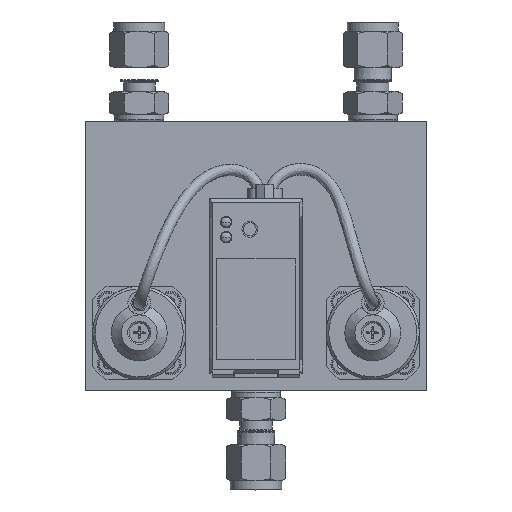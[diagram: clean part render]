
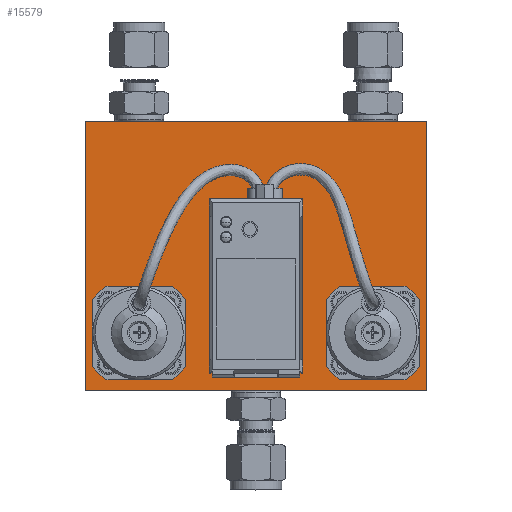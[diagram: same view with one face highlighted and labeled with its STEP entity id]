
A CAD part, top view. The second image highlights one B-rep face of the part: STEP entity #15579.
In plain terms, the highlighted planar face has unit normal (0, 0, 1).
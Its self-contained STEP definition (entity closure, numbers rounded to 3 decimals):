
#293=FACE_BOUND('',#2958,.T.);
#294=FACE_BOUND('',#2959,.T.);
#295=FACE_BOUND('',#2960,.T.);
#943=PLANE('',#17026);
#1958=FACE_OUTER_BOUND('',#2957,.T.);
#2957=EDGE_LOOP('',(#13574,#13575,#13576,#13577));
#2958=EDGE_LOOP('',(#13578,#13579,#13580,#13581));
#2959=EDGE_LOOP('',(#13582,#13583,#13584,#13585,#13586,#13587,#13588,#13589));
#2960=EDGE_LOOP('',(#13590,#13591,#13592,#13593,#13594,#13595,#13596,#13597));
#3485=CIRCLE('',#16571,15.95);
#3487=CIRCLE('',#16575,15.95);
#3489=CIRCLE('',#16580,15.95);
#3491=CIRCLE('',#16584,15.95);
#3598=CIRCLE('',#16807,15.95);
#3599=CIRCLE('',#16809,15.95);
#3629=CIRCLE('',#16889,15.95);
#3630=CIRCLE('',#16891,15.95);
#3741=LINE('',#21818,#4994);
#3848=LINE('',#22350,#5101);
#3896=LINE('',#22852,#5149);
#4088=LINE('',#23574,#5341);
#4136=LINE('',#23730,#5389);
#4258=LINE('',#24003,#5511);
#4363=LINE('',#24506,#5616);
#4367=LINE('',#24518,#5620);
#4371=LINE('',#24527,#5624);
#4375=LINE('',#24539,#5628);
#4379=LINE('',#24551,#5632);
#4507=LINE('',#25699,#5760);
#4509=LINE('',#25703,#5762);
#4572=LINE('',#26012,#5825);
#4575=LINE('',#26029,#5828);
#4576=LINE('',#26062,#5829);
#4994=VECTOR('',#17458,10.);
#5101=VECTOR('',#17765,10.);
#5149=VECTOR('',#18037,10.);
#5341=VECTOR('',#18773,10.);
#5389=VECTOR('',#18947,10.);
#5511=VECTOR('',#19231,10.);
#5616=VECTOR('',#19550,10.);
#5620=VECTOR('',#19562,10.);
#5624=VECTOR('',#19568,10.);
#5628=VECTOR('',#19580,10.);
#5632=VECTOR('',#19592,10.);
#5760=VECTOR('',#20158,10.);
#5762=VECTOR('',#20162,10.);
#5825=VECTOR('',#20389,10.);
#5828=VECTOR('',#20412,10.);
#5829=VECTOR('',#20417,10.);
#6293=VERTEX_POINT('',#21816);
#6294=VERTEX_POINT('',#21817);
#6450=VERTEX_POINT('',#22348);
#6451=VERTEX_POINT('',#22349);
#6564=VERTEX_POINT('',#22849);
#6565=VERTEX_POINT('',#22851);
#6823=VERTEX_POINT('',#23573);
#6868=VERTEX_POINT('',#23729);
#7045=VERTEX_POINT('',#24493);
#7048=VERTEX_POINT('',#24498);
#7050=VERTEX_POINT('',#24503);
#7051=VERTEX_POINT('',#24508);
#7054=VERTEX_POINT('',#24515);
#7056=VERTEX_POINT('',#24521);
#7058=VERTEX_POINT('',#24525);
#7059=VERTEX_POINT('',#24529);
#7062=VERTEX_POINT('',#24536);
#7063=VERTEX_POINT('',#24541);
#7066=VERTEX_POINT('',#24548);
#7240=VERTEX_POINT('',#25695);
#7241=VERTEX_POINT('',#25697);
#7242=VERTEX_POINT('',#25701);
#7321=VERTEX_POINT('',#26008);
#7322=VERTEX_POINT('',#26010);
#7726=EDGE_CURVE('',#6293,#6294,#3741,.T.);
#7930=EDGE_CURVE('',#6450,#6451,#3848,.T.);
#8097=EDGE_CURVE('',#6565,#6564,#3896,.T.);
#8446=EDGE_CURVE('',#6823,#6565,#4088,.T.);
#8525=EDGE_CURVE('',#6868,#6823,#4136,.T.);
#8665=EDGE_CURVE('',#6564,#6868,#4258,.T.);
#8831=EDGE_CURVE('',#7048,#7045,#3485,.T.);
#8834=EDGE_CURVE('',#7050,#7045,#4363,.T.);
#8837=EDGE_CURVE('',#7050,#7051,#3487,.T.);
#8840=EDGE_CURVE('',#7054,#7051,#4367,.T.);
#8844=EDGE_CURVE('',#7056,#7058,#4371,.T.);
#8847=EDGE_CURVE('',#7056,#7059,#3489,.T.);
#8850=EDGE_CURVE('',#7062,#7059,#4375,.T.);
#8853=EDGE_CURVE('',#7062,#7063,#3491,.T.);
#8856=EDGE_CURVE('',#7066,#7063,#4379,.T.);
#9132=EDGE_CURVE('',#7240,#7241,#4507,.T.);
#9134=EDGE_CURVE('',#7048,#7242,#4509,.T.);
#9135=EDGE_CURVE('',#7054,#7241,#3598,.T.);
#9136=EDGE_CURVE('',#7240,#7242,#3599,.T.);
#9256=EDGE_CURVE('',#7321,#7322,#4572,.T.);
#9257=EDGE_CURVE('',#7066,#7322,#3629,.T.);
#9258=EDGE_CURVE('',#7321,#7058,#3630,.T.);
#9265=EDGE_CURVE('',#6451,#6293,#4575,.T.);
#9272=EDGE_CURVE('',#6294,#6450,#4576,.T.);
#13574=ORIENTED_EDGE('',*,*,#9272,.F.);
#13575=ORIENTED_EDGE('',*,*,#7726,.F.);
#13576=ORIENTED_EDGE('',*,*,#9265,.F.);
#13577=ORIENTED_EDGE('',*,*,#7930,.F.);
#13578=ORIENTED_EDGE('',*,*,#8097,.T.);
#13579=ORIENTED_EDGE('',*,*,#8665,.T.);
#13580=ORIENTED_EDGE('',*,*,#8525,.T.);
#13581=ORIENTED_EDGE('',*,*,#8446,.T.);
#13582=ORIENTED_EDGE('',*,*,#8831,.F.);
#13583=ORIENTED_EDGE('',*,*,#9134,.T.);
#13584=ORIENTED_EDGE('',*,*,#9136,.F.);
#13585=ORIENTED_EDGE('',*,*,#9132,.T.);
#13586=ORIENTED_EDGE('',*,*,#9135,.F.);
#13587=ORIENTED_EDGE('',*,*,#8840,.T.);
#13588=ORIENTED_EDGE('',*,*,#8837,.F.);
#13589=ORIENTED_EDGE('',*,*,#8834,.T.);
#13590=ORIENTED_EDGE('',*,*,#8853,.F.);
#13591=ORIENTED_EDGE('',*,*,#8850,.T.);
#13592=ORIENTED_EDGE('',*,*,#8847,.F.);
#13593=ORIENTED_EDGE('',*,*,#8844,.T.);
#13594=ORIENTED_EDGE('',*,*,#9258,.F.);
#13595=ORIENTED_EDGE('',*,*,#9256,.T.);
#13596=ORIENTED_EDGE('',*,*,#9257,.F.);
#13597=ORIENTED_EDGE('',*,*,#8856,.T.);
#15579=ADVANCED_FACE('',(#1958,#293,#294,#295),#943,.T.);
#16571=AXIS2_PLACEMENT_3D('',#24500,#19544,#19545);
#16575=AXIS2_PLACEMENT_3D('',#24512,#19556,#19557);
#16580=AXIS2_PLACEMENT_3D('',#24533,#19574,#19575);
#16584=AXIS2_PLACEMENT_3D('',#24545,#19586,#19587);
#16807=AXIS2_PLACEMENT_3D('',#25705,#20165,#20166);
#16809=AXIS2_PLACEMENT_3D('',#25707,#20169,#20170);
#16889=AXIS2_PLACEMENT_3D('',#26014,#20392,#20393);
#16891=AXIS2_PLACEMENT_3D('',#26016,#20396,#20397);
#17026=AXIS2_PLACEMENT_3D('',#26915,#20912,#20913);
#17458=DIRECTION('',(1.,0.,0.));
#17765=DIRECTION('',(-1.,0.,0.));
#18037=DIRECTION('',(1.,0.,0.));
#18773=DIRECTION('',(0.,1.,0.));
#18947=DIRECTION('',(-1.,0.,0.));
#19231=DIRECTION('',(0.,-1.,0.));
#19544=DIRECTION('center_axis',(0.,0.,
1.));
#19545=DIRECTION('ref_axis',(-1.,0.,0.));
#19550=DIRECTION('',(-1.,0.,0.));
#19556=DIRECTION('center_axis',(0.,0.,
1.));
#19557=DIRECTION('ref_axis',(-1.,0.,0.));
#19562=DIRECTION('',(0.,-1.,0.));
#19568=DIRECTION('',(1.,0.,0.));
#19574=DIRECTION('center_axis',(0.,0.,
1.));
#19575=DIRECTION('ref_axis',(-1.,0.,0.));
#19580=DIRECTION('',(0.,1.,0.));
#19586=DIRECTION('center_axis',(0.,0.,
1.));
#19587=DIRECTION('ref_axis',(-1.,0.,0.));
#19592=DIRECTION('',(-1.,0.,0.));
#20158=DIRECTION('',(1.,0.,0.));
#20162=DIRECTION('',(0.,1.,0.));
#20165=DIRECTION('center_axis',(0.,0.,
1.));
#20166=DIRECTION('ref_axis',(-1.,0.,0.));
#20169=DIRECTION('center_axis',(0.,0.,
1.));
#20170=DIRECTION('ref_axis',(-1.,0.,0.));
#20389=DIRECTION('',(0.,-1.,0.));
#20392=DIRECTION('center_axis',(0.,0.,
1.));
#20393=DIRECTION('ref_axis',(-1.,0.,0.));
#20396=DIRECTION('center_axis',(0.,0.,
1.));
#20397=DIRECTION('ref_axis',(-1.,0.,0.));
#20412=DIRECTION('',(0.,1.,0.));
#20417=DIRECTION('',(0.,-1.,0.));
#20912=DIRECTION('center_axis',(0.,0.,
1.));
#20913=DIRECTION('ref_axis',(1.,0.,0.));
#21816=CARTESIAN_POINT('',(-47.5,37.5,35.));
#21817=CARTESIAN_POINT('',(47.5,37.5,35.));
#21818=CARTESIAN_POINT('',(-47.5,37.5,35.));
#22348=CARTESIAN_POINT('',(47.5,-37.5,35.));
#22349=CARTESIAN_POINT('',(-47.5,-37.5,35.));
#22350=CARTESIAN_POINT('',(47.5,-37.5,35.));
#22849=CARTESIAN_POINT('',(12.2,14.75,35.));
#22851=CARTESIAN_POINT('',(-12.2,14.75,35.));
#22852=CARTESIAN_POINT('',(6.1,14.75,35.));
#23573=CARTESIAN_POINT('',(-12.2,-31.75,35.));
#23574=CARTESIAN_POINT('',(-12.2,-4.25,35.));
#23729=CARTESIAN_POINT('',(12.2,-31.75,35.));
#23730=CARTESIAN_POINT('',(6.1,-31.75,35.));
#24003=CARTESIAN_POINT('',(12.2,-4.25,35.));
#24493=CARTESIAN_POINT('',(-41.741,-34.5,35.));
#24498=CARTESIAN_POINT('',(-45.5,-30.741,35.));
#24500=CARTESIAN_POINT('Origin',(-32.5,-21.5,35.));
#24503=CARTESIAN_POINT('',(-23.259,-34.5,35.));
#24506=CARTESIAN_POINT('',(-34.404,-34.5,35.));
#24508=CARTESIAN_POINT('',(-19.5,-30.741,35.));
#24512=CARTESIAN_POINT('Origin',(-32.5,-21.5,35.));
#24515=CARTESIAN_POINT('',(-19.5,-12.259,35.));
#24518=CARTESIAN_POINT('',(-19.5,-16.879,35.));
#24521=CARTESIAN_POINT('',(23.259,-8.5,35.));
#24525=CARTESIAN_POINT('',(41.741,-8.5,35.));
#24527=CARTESIAN_POINT('',(21.354,-8.5,35.));
#24529=CARTESIAN_POINT('',(19.5,-12.259,35.));
#24533=CARTESIAN_POINT('Origin',(32.5,-21.5,35.));
#24536=CARTESIAN_POINT('',(19.5,-30.741,35.));
#24539=CARTESIAN_POINT('',(19.5,-26.121,35.));
#24541=CARTESIAN_POINT('',(23.259,-34.5,35.));
#24545=CARTESIAN_POINT('Origin',(32.5,-21.5,35.));
#24548=CARTESIAN_POINT('',(41.741,-34.5,35.));
#24551=CARTESIAN_POINT('',(30.596,-34.5,35.));
#25695=CARTESIAN_POINT('',(-41.741,-8.5,35.));
#25697=CARTESIAN_POINT('',(-23.259,-8.5,35.));
#25699=CARTESIAN_POINT('',(-43.646,-8.5,35.));
#25701=CARTESIAN_POINT('',(-45.5,-12.259,35.));
#25703=CARTESIAN_POINT('',(-45.5,-26.121,35.));
#25705=CARTESIAN_POINT('Origin',(-32.5,-21.5,35.));
#25707=CARTESIAN_POINT('Origin',(-32.5,-21.5,35.));
#26008=CARTESIAN_POINT('',(45.5,-12.259,35.));
#26010=CARTESIAN_POINT('',(45.5,-30.741,35.));
#26012=CARTESIAN_POINT('',(45.5,-16.879,35.));
#26014=CARTESIAN_POINT('Origin',(32.5,-21.5,35.));
#26016=CARTESIAN_POINT('Origin',(32.5,-21.5,35.));
#26029=CARTESIAN_POINT('',(-47.5,-37.5,35.));
#26062=CARTESIAN_POINT('',(47.5,37.5,35.));
#26915=CARTESIAN_POINT('Origin',(0.,0.,
35.));
